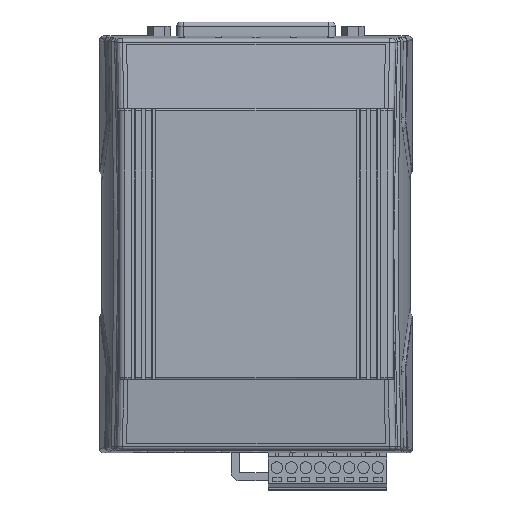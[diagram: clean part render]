
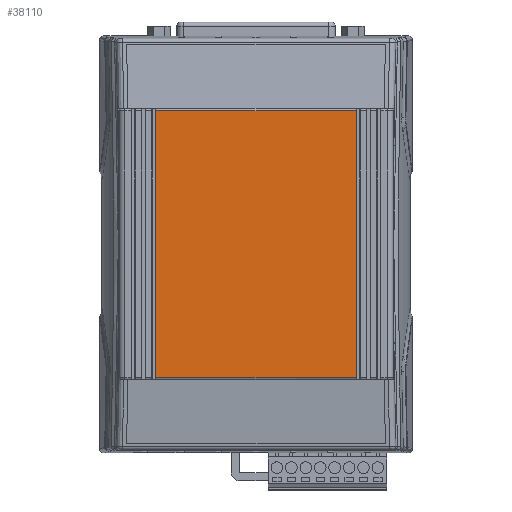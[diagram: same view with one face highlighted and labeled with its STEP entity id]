
A CAD part, top view. The second image highlights one B-rep face of the part: STEP entity #38110.
In plain terms, the highlighted planar face has unit normal (0, 0, 1).
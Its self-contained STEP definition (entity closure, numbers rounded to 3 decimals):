
#815 = CARTESIAN_POINT ( 'NONE',  ( 24.303, -32.863, 18.653 ) ) ;
#1994 = EDGE_LOOP ( 'NONE', ( #20826, #25358, #66579, #69456 ) ) ;
#7186 = LINE ( 'NONE', #44490, #70492 ) ;
#9152 = CARTESIAN_POINT ( 'NONE',  ( 24.303, -32.363, 18.653 ) ) ;
#9848 = EDGE_CURVE ( 'NONE', #9998, #64618, #59267, .T. ) ;
#9998 = VERTEX_POINT ( 'NONE', #56405 ) ;
#10236 = EDGE_CURVE ( 'NONE', #28124, #64618, #71859, .T. ) ;
#12084 = CARTESIAN_POINT ( 'NONE',  ( 24.303, -32.363, 18.653 ) ) ;
#14963 = DIRECTION ( 'NONE',  ( 1., 0., 0. ) ) ;
#16039 = AXIS2_PLACEMENT_3D ( 'NONE', #39524, #34476, #74885 ) ;
#20826 = ORIENTED_EDGE ( 'NONE', *, *, #69511, .T. ) ;
#25358 = ORIENTED_EDGE ( 'NONE', *, *, #9848, .T. ) ;
#25785 = VECTOR ( 'NONE', #58356, 1000. ) ;
#28124 = VERTEX_POINT ( 'NONE', #69411 ) ;
#28673 = PLANE ( 'NONE',  #16039 ) ;
#34476 = DIRECTION ( 'NONE',  ( 0., 0., 1. ) ) ;
#37166 = CARTESIAN_POINT ( 'NONE',  ( -24.303, -32.863, 18.653 ) ) ;
#38110 = ADVANCED_FACE ( 'NONE', ( #45777 ), #28673, .T. ) ;
#38472 = LINE ( 'NONE', #37166, #53898 ) ;
#39524 = CARTESIAN_POINT ( 'NONE',  ( 33.303, -32.863, 18.653 ) ) ;
#42937 = EDGE_CURVE ( 'NONE', #28124, #69766, #7186, .T. ) ;
#44490 = CARTESIAN_POINT ( 'NONE',  ( -24.303, 32.363, 18.653 ) ) ;
#45777 = FACE_OUTER_BOUND ( 'NONE', #1994, .T. ) ;
#53898 = VECTOR ( 'NONE', #65955, 1000. ) ;
#56074 = DIRECTION ( 'NONE',  ( -1., 0., 0. ) ) ;
#56405 = CARTESIAN_POINT ( 'NONE',  ( -24.303, -32.363, 18.653 ) ) ;
#58356 = DIRECTION ( 'NONE',  ( 0., -1., 0. ) ) ;
#59267 = LINE ( 'NONE', #9152, #74654 ) ;
#61915 = CARTESIAN_POINT ( 'NONE',  ( -24.303, 32.363, 18.653 ) ) ;
#64618 = VERTEX_POINT ( 'NONE', #12084 ) ;
#65955 = DIRECTION ( 'NONE',  ( 0., -1., 0. ) ) ;
#66579 = ORIENTED_EDGE ( 'NONE', *, *, #10236, .F. ) ;
#69411 = CARTESIAN_POINT ( 'NONE',  ( 24.303, 32.363, 18.653 ) ) ;
#69456 = ORIENTED_EDGE ( 'NONE', *, *, #42937, .T. ) ;
#69511 = EDGE_CURVE ( 'NONE', #69766, #9998, #38472, .T. ) ;
#69766 = VERTEX_POINT ( 'NONE', #61915 ) ;
#70492 = VECTOR ( 'NONE', #56074, 1000. ) ;
#71859 = LINE ( 'NONE', #815, #25785 ) ;
#74654 = VECTOR ( 'NONE', #14963, 1000. ) ;
#74885 = DIRECTION ( 'NONE',  ( 1., 0., 0. ) ) ;
